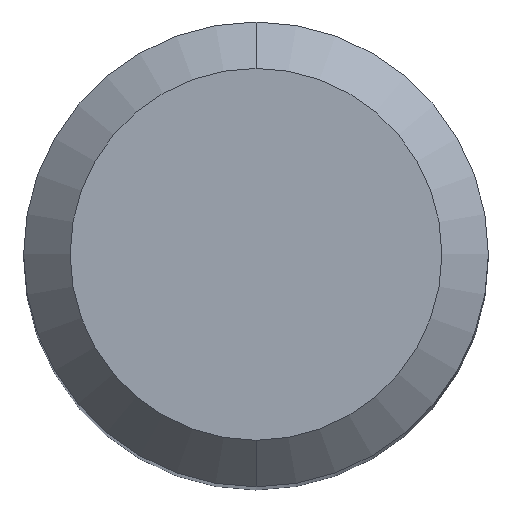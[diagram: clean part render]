
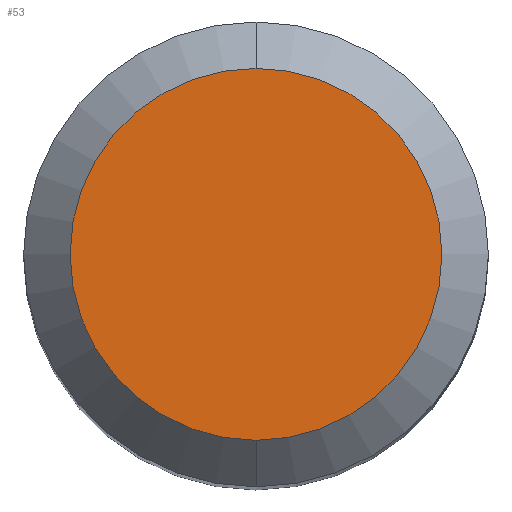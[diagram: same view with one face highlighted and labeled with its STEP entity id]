
A CAD part, top view. The second image highlights one B-rep face of the part: STEP entity #53.
In plain terms, the highlighted planar face has unit normal (0, 0, 1).
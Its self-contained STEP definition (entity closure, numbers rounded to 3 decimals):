
#5 = DIRECTION ( 'NONE',  ( 0., -1., 0. ) ) ;
#30 = ORIENTED_EDGE ( 'NONE', *, *, #168, .T. ) ;
#41 = CARTESIAN_POINT ( 'NONE',  ( 0., 0., 50. ) ) ;
#45 = CIRCLE ( 'NONE', #279, 4. ) ;
#53 = ADVANCED_FACE ( 'NONE', ( #244 ), #163, .T. ) ;
#55 = EDGE_LOOP ( 'NONE', ( #322, #30 ) ) ;
#86 = CIRCLE ( 'NONE', #116, 4. ) ;
#116 = AXIS2_PLACEMENT_3D ( 'NONE', #303, #325, #169 ) ;
#132 = CARTESIAN_POINT ( 'NONE',  ( 0., -4., 50. ) ) ;
#137 = DIRECTION ( 'NONE',  ( 0., 0., 1. ) ) ;
#163 = PLANE ( 'NONE',  #193 ) ;
#168 = EDGE_CURVE ( 'NONE', #306, #277, #86, .T. ) ;
#169 = DIRECTION ( 'NONE',  ( 0., -1., 0. ) ) ;
#193 = AXIS2_PLACEMENT_3D ( 'NONE', #240, #137, #5 ) ;
#240 = CARTESIAN_POINT ( 'NONE',  ( 0., 0., 50. ) ) ;
#244 = FACE_OUTER_BOUND ( 'NONE', #55, .T. ) ;
#246 = CARTESIAN_POINT ( 'NONE',  ( 0., 4., 50. ) ) ;
#247 = DIRECTION ( 'NONE',  ( 0., -1., 0. ) ) ;
#250 = DIRECTION ( 'NONE',  ( 0., 0., 1. ) ) ;
#273 = EDGE_CURVE ( 'NONE', #277, #306, #45, .T. ) ;
#277 = VERTEX_POINT ( 'NONE', #246 ) ;
#279 = AXIS2_PLACEMENT_3D ( 'NONE', #41, #250, #247 ) ;
#303 = CARTESIAN_POINT ( 'NONE',  ( 0., 0., 50. ) ) ;
#306 = VERTEX_POINT ( 'NONE', #132 ) ;
#322 = ORIENTED_EDGE ( 'NONE', *, *, #273, .T. ) ;
#325 = DIRECTION ( 'NONE',  ( 0., 0., 1. ) ) ;
